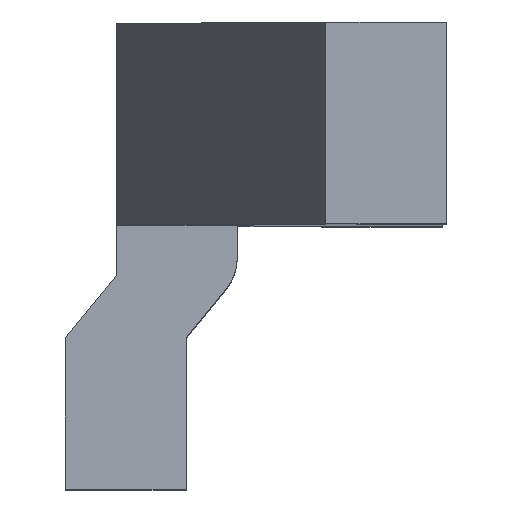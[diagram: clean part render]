
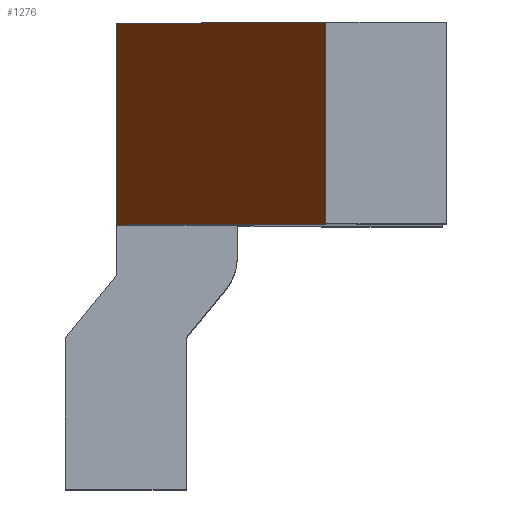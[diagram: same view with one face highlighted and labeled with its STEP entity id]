
A CAD part, top view. The second image highlights one B-rep face of the part: STEP entity #1276.
In plain terms, the highlighted planar face has unit normal (-0.932, 0, 0.362).
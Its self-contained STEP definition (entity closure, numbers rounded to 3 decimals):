
#49 = LINE ( 'NONE', #1406, #808 ) ;
#122 = EDGE_LOOP ( 'NONE', ( #699, #1286, #899, #959 ) ) ;
#139 = CARTESIAN_POINT ( 'NONE',  ( 8.772, 25., 103.5 ) ) ;
#154 = LINE ( 'NONE', #139, #1146 ) ;
#161 = DIRECTION ( 'NONE',  ( 0., -1., 0. ) ) ;
#179 = DIRECTION ( 'NONE',  ( 0.362, 0., 0.932 ) ) ;
#181 = EDGE_CURVE ( 'NONE', #693, #1310, #154, .T. ) ;
#189 = CARTESIAN_POINT ( 'NONE',  ( -11.978, 5., 50. ) ) ;
#216 = EDGE_CURVE ( 'NONE', #1419, #693, #49, .T. ) ;
#245 = LINE ( 'NONE', #1277, #855 ) ;
#273 = CARTESIAN_POINT ( 'NONE',  ( 8.772, 5., 103.5 ) ) ;
#280 = FACE_OUTER_BOUND ( 'NONE', #122, .T. ) ;
#329 = VERTEX_POINT ( 'NONE', #901 ) ;
#354 = CARTESIAN_POINT ( 'NONE',  ( 8.772, 25., 103.5 ) ) ;
#394 = DIRECTION ( 'NONE',  ( 0.932, 0., -0.362 ) ) ;
#499 = EDGE_CURVE ( 'NONE', #329, #1310, #897, .T. ) ;
#510 = PLANE ( 'NONE',  #663 ) ;
#613 = DIRECTION ( 'NONE',  ( 0.362, 0., 0.932 ) ) ;
#663 = AXIS2_PLACEMENT_3D ( 'NONE', #966, #394, #738 ) ;
#693 = VERTEX_POINT ( 'NONE', #354 ) ;
#699 = ORIENTED_EDGE ( 'NONE', *, *, #499, .T. ) ;
#738 = DIRECTION ( 'NONE',  ( -0.362, 0., -0.932 ) ) ;
#741 = CARTESIAN_POINT ( 'NONE',  ( -11.978, 25., 50. ) ) ;
#808 = VECTOR ( 'NONE', #613, 1000. ) ;
#855 = VECTOR ( 'NONE', #1270, 1000. ) ;
#885 = VECTOR ( 'NONE', #179, 1000. ) ;
#897 = LINE ( 'NONE', #189, #885 ) ;
#899 = ORIENTED_EDGE ( 'NONE', *, *, #216, .F. ) ;
#901 = CARTESIAN_POINT ( 'NONE',  ( -11.978, 5., 50. ) ) ;
#959 = ORIENTED_EDGE ( 'NONE', *, *, #1140, .T. ) ;
#966 = CARTESIAN_POINT ( 'NONE',  ( -11.978, 25., 50. ) ) ;
#1140 = EDGE_CURVE ( 'NONE', #1419, #329, #245, .T. ) ;
#1146 = VECTOR ( 'NONE', #161, 1000. ) ;
#1270 = DIRECTION ( 'NONE',  ( 0., -1., 0. ) ) ;
#1276 = ADVANCED_FACE ( 'NONE', ( #280 ), #510, .F. ) ;
#1277 = CARTESIAN_POINT ( 'NONE',  ( -11.978, 25., 50. ) ) ;
#1286 = ORIENTED_EDGE ( 'NONE', *, *, #181, .F. ) ;
#1310 = VERTEX_POINT ( 'NONE', #273 ) ;
#1406 = CARTESIAN_POINT ( 'NONE',  ( -11.978, 25., 50. ) ) ;
#1419 = VERTEX_POINT ( 'NONE', #741 ) ;
